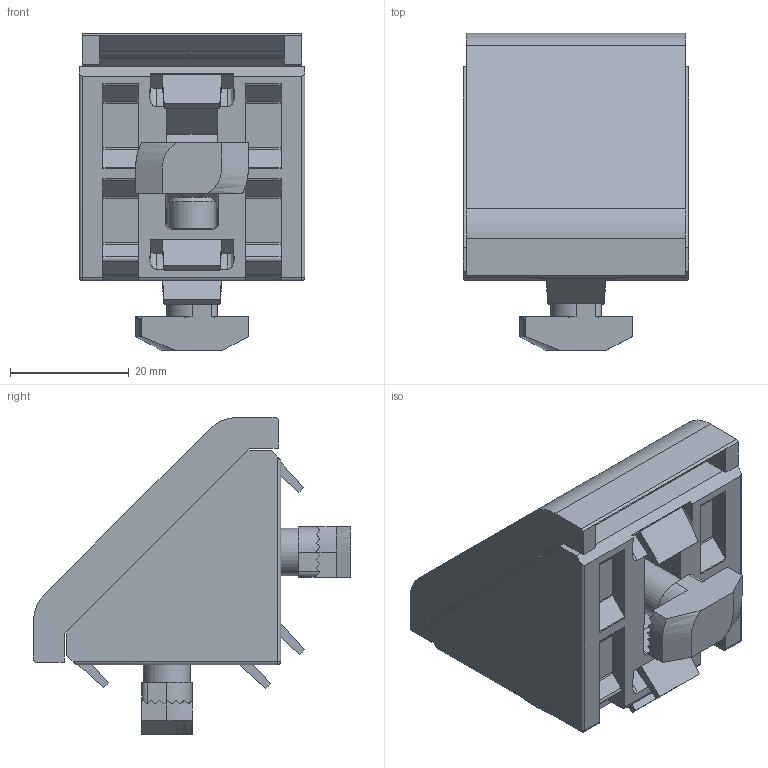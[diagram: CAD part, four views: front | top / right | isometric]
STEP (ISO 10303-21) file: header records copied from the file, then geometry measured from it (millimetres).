
FILE_DESCRIPTION(('FreeCAD Model'),'2;1');
FILE_NAME('Open CASCADE Shape Model','2024-03-19T16:46:10',(''),(''), 'Open CASCADE STEP processor 7.6','FreeCAD','Unknown');
FILE_SCHEMA(('AUTOMOTIVE_DESIGN { 1 0 10303 214 1 1 1 1 }'));
Length unit declared in the file: millimetre
Products named in the file (4): STB10-KE4040; _093W404N10S06_part1; _093W404N10S06_part2; _093W404N10S06_part4
Assembly tree (4 placements, depth 2):
  STB10-KE4040
    _093W404N10S06_part1
    _093W404N10S06_part2
    _093W404N10S06_part4  x2
Bounding box: 38 x 53.45 x 53.45 mm (x, y, z)
Volume: 24778.8 mm3; surface area: 17698.7 mm2
Topology: 4 solids, 4 shells, 360 faces, 1015 edges, 670 vertices
Faces by surface type: plane 271, cylinder 65, cone 18, bspline 4, sphere 2
Full cylindrical faces by diameter (mm): 5.5 x1, 8 x2
Entity records: 21109 total; most frequent: CARTESIAN_POINT 4529, DIRECTION 3147, LINE 1954, VECTOR 1954, ORIENTED_EDGE 1628, PCURVE 1628, DEFINITIONAL_REPRESENTATION 1628, EDGE_CURVE 814
